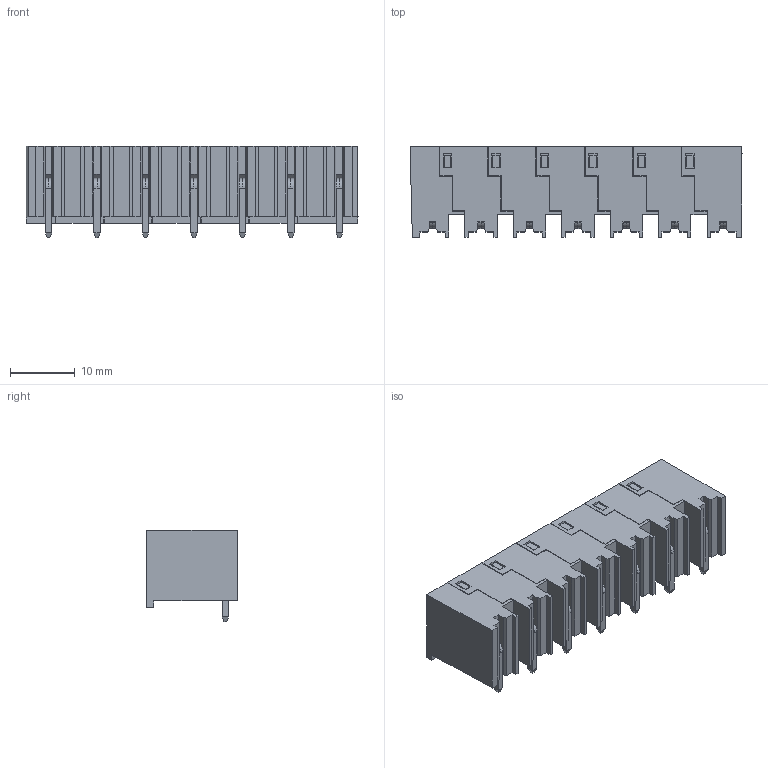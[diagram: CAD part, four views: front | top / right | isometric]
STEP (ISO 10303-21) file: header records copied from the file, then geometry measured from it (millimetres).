
FILE_DESCRIPTION(('CATIA V5 STEP Exchange','CAx-IF Rec.Pracs.--- Model Styling and Organization---1.4--- 2014-01-23'),'2;1');
FILE_NAME ('1361560-2_1_8000078326_8000078326.stp','2022-02-02T14:54:56+00:00',('none'),('Weidmueller'),'CATIA Version 5-6 Release 2016 SP3 HF44','CATIA V5 STEP AP214','none');
FILE_SCHEMA(('AUTOMOTIVE_DESIGN { 1 0 10303 214 1 1 1 1 }'));
Length unit declared in the file: millimetre
Products named in the file (1): 8000078326
Bounding box: 51.4 x 14 x 14.1 mm (x, y, z)
Volume: 5373.5 mm3; surface area: 8452.1 mm2
Topology: 14 solids, 14 shells, 880 faces, 2487 edges, 1648 vertices
Faces by surface type: plane 742, extrusion 72, revolution 28, cylinder 24, cone 14
Entity records: 30522 total; most frequent: CARTESIAN_POINT 7280, ORIENTED_EDGE 4974, DIRECTION 3948, EDGE_CURVE 2487, VECTOR 2276, LINE 2204, VERTEX_POINT 1648, EDGE_LOOP 931
